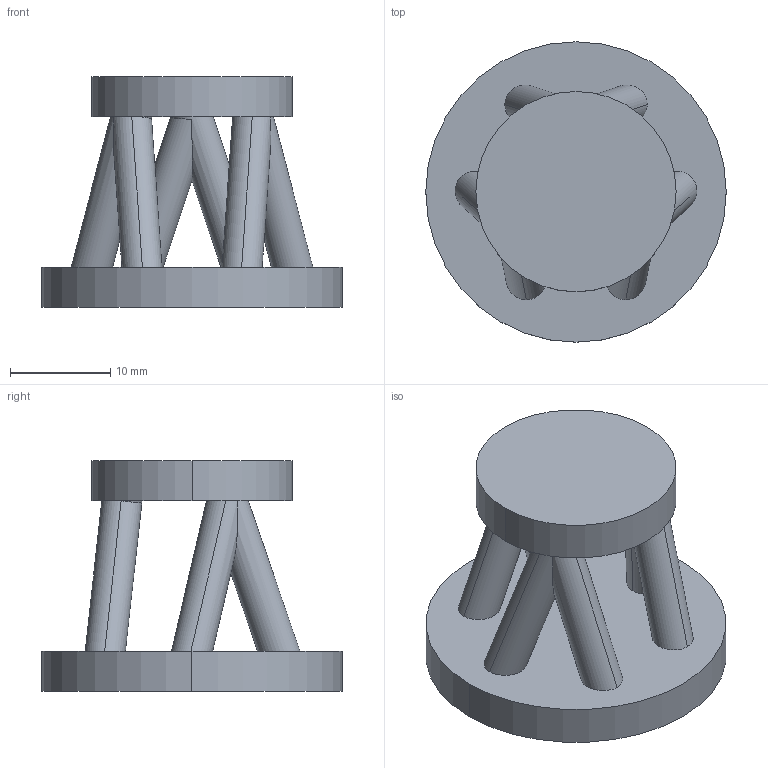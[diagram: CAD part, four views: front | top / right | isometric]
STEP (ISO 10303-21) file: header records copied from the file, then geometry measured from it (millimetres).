
FILE_DESCRIPTION (( 'STEP AP203' ), '1' );
FILE_NAME ('醴梓.ST', '2025-11-22T11:01:46', ( '' ), ( '' ), 'SwSTEP 2.0', 'SolidWorks 2024', '' );
FILE_SCHEMA (( 'CONFIG_CONTROL_DESIGN' ));
Length unit declared in the file: millimetre
Products named in the file (1): 目标
Bounding box: 30 x 30 x 23 mm (x, y, z)
Volume: 5175.6 mm3; surface area: 3587.8 mm2
Topology: 1 solids, 1 shells, 26 faces, 75 edges, 50 vertices
Faces by surface type: cylinder 22, plane 4
Entity records: 944 total; most frequent: CARTESIAN_POINT 293, ORIENTED_EDGE 150, DIRECTION 90, EDGE_CURVE 75, VERTEX_POINT 50, EDGE_LOOP 35, AXIS2_PLACEMENT_3D 35, FACE_OUTER_BOUND 26
